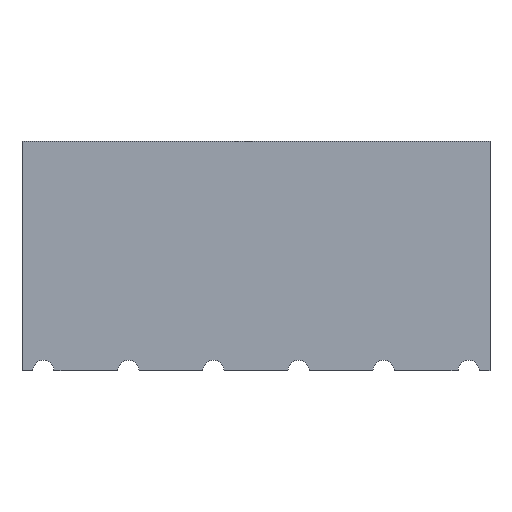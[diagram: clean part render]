
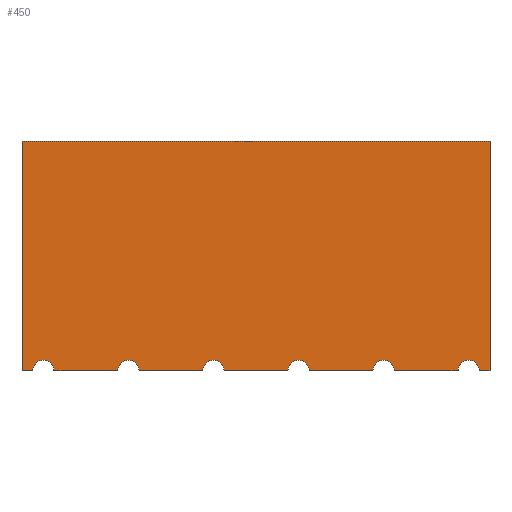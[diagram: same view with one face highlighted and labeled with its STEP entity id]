
A CAD part, front view. The second image highlights one B-rep face of the part: STEP entity #450.
In plain terms, the highlighted face is planar.
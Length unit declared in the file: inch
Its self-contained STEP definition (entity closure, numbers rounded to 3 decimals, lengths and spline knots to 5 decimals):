
#1 = DIRECTION ( 'NONE',  ( 1., 0., 0. ) ) ;
#4 = CIRCLE ( 'NONE', #424, 0.025 ) ;
#7 = ORIENTED_EDGE ( 'NONE', *, *, #341, .T. ) ;
#10 = EDGE_CURVE ( 'NONE', #186, #259, #55, .T. ) ;
#14 = DIRECTION ( 'NONE',  ( 1., 0., 0. ) ) ;
#18 = CIRCLE ( 'NONE', #400, 0.025 ) ;
#30 = ORIENTED_EDGE ( 'NONE', *, *, #576, .T. ) ;
#34 = VERTEX_POINT ( 'NONE', #463 ) ;
#48 = CIRCLE ( 'NONE', #150, 0.025 ) ;
#49 = CARTESIAN_POINT ( 'NONE',  ( 0.55, 0., 0.06 ) ) ;
#52 = CARTESIAN_POINT ( 'NONE',  ( 0.55, 0., 0.06 ) ) ;
#53 = DIRECTION ( 'NONE',  ( 0., 0., 1. ) ) ;
#54 = ORIENTED_EDGE ( 'NONE', *, *, #440, .T. ) ;
#55 = LINE ( 'NONE', #566, #194 ) ;
#56 = EDGE_CURVE ( 'NONE', #704, #427, #434, .T. ) ;
#67 = CARTESIAN_POINT ( 'NONE',  ( -0.075, 0., 0.06 ) ) ;
#70 = LINE ( 'NONE', #516, #649 ) ;
#73 = EDGE_CURVE ( 'NONE', #551, #589, #629, .T. ) ;
#75 = DIRECTION ( 'NONE',  ( 1., 0., 0. ) ) ;
#78 = DIRECTION ( 'NONE',  ( 0., 1., 0. ) ) ;
#89 = VERTEX_POINT ( 'NONE', #533 ) ;
#91 = LINE ( 'NONE', #653, #196 ) ;
#93 = EDGE_CURVE ( 'NONE', #34, #496, #680, .T. ) ;
#100 = DIRECTION ( 'NONE',  ( 0., -1., 0. ) ) ;
#105 = VERTEX_POINT ( 'NONE', #343 ) ;
#107 = VERTEX_POINT ( 'NONE', #67 ) ;
#108 = EDGE_CURVE ( 'NONE', #654, #589, #70, .T. ) ;
#115 = CARTESIAN_POINT ( 'NONE',  ( 0.325, 0., 0.06 ) ) ;
#135 = AXIS2_PLACEMENT_3D ( 'NONE', #689, #398, #642 ) ;
#141 = CARTESIAN_POINT ( 'NONE',  ( 0.075, 0., 0.06 ) ) ;
#142 = CARTESIAN_POINT ( 'NONE',  ( 0.525, 0., 0.06 ) ) ;
#148 = ORIENTED_EDGE ( 'NONE', *, *, #360, .F. ) ;
#150 = AXIS2_PLACEMENT_3D ( 'NONE', #321, #212, #157 ) ;
#157 = DIRECTION ( 'NONE',  ( 0., -1., 0. ) ) ;
#165 = LINE ( 'NONE', #49, #502 ) ;
#173 = CIRCLE ( 'NONE', #279, 0.025 ) ;
#183 = DIRECTION ( 'NONE',  ( 0., -1., 0. ) ) ;
#186 = VERTEX_POINT ( 'NONE', #397 ) ;
#194 = VECTOR ( 'NONE', #384, 39.37008 ) ;
#196 = VECTOR ( 'NONE', #644, 39.37008 ) ;
#199 = ORIENTED_EDGE ( 'NONE', *, *, #465, .T. ) ;
#205 = CARTESIAN_POINT ( 'NONE',  ( -0.325, 0., 0.06 ) ) ;
#212 = DIRECTION ( 'NONE',  ( 0., 0., 1. ) ) ;
#219 = ORIENTED_EDGE ( 'NONE', *, *, #73, .F. ) ;
#220 = AXIS2_PLACEMENT_3D ( 'NONE', #639, #409, #183 ) ;
#226 = CARTESIAN_POINT ( 'NONE',  ( 0.55, 0., 0.06 ) ) ;
#227 = CARTESIAN_POINT ( 'NONE',  ( 0.55, 0., 0.06 ) ) ;
#229 = CARTESIAN_POINT ( 'NONE',  ( 0., 0., 0.06 ) ) ;
#239 = CARTESIAN_POINT ( 'NONE',  ( 0.55, 0., 0.06 ) ) ;
#250 = EDGE_LOOP ( 'NONE', ( #410, #219, #615, #199, #660, #7, #54, #517, #544, #332, #433, #300, #30, #323, #353, #148 ) ) ;
#259 = VERTEX_POINT ( 'NONE', #640 ) ;
#261 = EDGE_CURVE ( 'NONE', #551, #700, #525, .T. ) ;
#275 = EDGE_CURVE ( 'NONE', #89, #335, #4, .T. ) ;
#276 = VERTEX_POINT ( 'NONE', #676 ) ;
#279 = AXIS2_PLACEMENT_3D ( 'NONE', #382, #53, #614 ) ;
#300 = ORIENTED_EDGE ( 'NONE', *, *, #481, .F. ) ;
#307 = DIRECTION ( 'NONE',  ( 0., -1., 0. ) ) ;
#309 = FACE_OUTER_BOUND ( 'NONE', #250, .T. ) ;
#314 = LINE ( 'NONE', #411, #510 ) ;
#321 = CARTESIAN_POINT ( 'NONE',  ( 0.3, 0., 0.06 ) ) ;
#323 = ORIENTED_EDGE ( 'NONE', *, *, #633, .F. ) ;
#329 = VECTOR ( 'NONE', #339, 39.37008 ) ;
#332 = ORIENTED_EDGE ( 'NONE', *, *, #275, .F. ) ;
#335 = VERTEX_POINT ( 'NONE', #205 ) ;
#339 = DIRECTION ( 'NONE',  ( 0., 1., 0. ) ) ;
#341 = EDGE_CURVE ( 'NONE', #259, #276, #609, .T. ) ;
#343 = CARTESIAN_POINT ( 'NONE',  ( -0.125, 0., 0.06 ) ) ;
#353 = ORIENTED_EDGE ( 'NONE', *, *, #93, .T. ) ;
#360 = EDGE_CURVE ( 'NONE', #654, #496, #48, .T. ) ;
#362 = DIRECTION ( 'NONE',  ( 1., 0., 0. ) ) ;
#368 = VERTEX_POINT ( 'NONE', #141 ) ;
#377 = EDGE_CURVE ( 'NONE', #704, #335, #505, .T. ) ;
#382 = CARTESIAN_POINT ( 'NONE',  ( 0.1, 0., 0.06 ) ) ;
#384 = DIRECTION ( 'NONE',  ( -1., 0., 0. ) ) ;
#391 = CARTESIAN_POINT ( 'NONE',  ( 0.475, 0., 0.06 ) ) ;
#397 = CARTESIAN_POINT ( 'NONE',  ( 0.55, 0.54, 0.06 ) ) ;
#398 = DIRECTION ( 'NONE',  ( 0., 0., 1. ) ) ;
#400 = AXIS2_PLACEMENT_3D ( 'NONE', #461, #428, #307 ) ;
#403 = DIRECTION ( 'NONE',  ( 0., -1., 0. ) ) ;
#407 = CARTESIAN_POINT ( 'NONE',  ( -0.3, 0., 0.06 ) ) ;
#409 = DIRECTION ( 'NONE',  ( 0., 0., 1. ) ) ;
#410 = ORIENTED_EDGE ( 'NONE', *, *, #108, .T. ) ;
#411 = CARTESIAN_POINT ( 'NONE',  ( 0.55, 0., 0.06 ) ) ;
#419 = EDGE_CURVE ( 'NONE', #89, #105, #314, .T. ) ;
#420 = CARTESIAN_POINT ( 'NONE',  ( -0.525, 0., 0.06 ) ) ;
#424 = AXIS2_PLACEMENT_3D ( 'NONE', #407, #518, #403 ) ;
#427 = VERTEX_POINT ( 'NONE', #420 ) ;
#428 = DIRECTION ( 'NONE',  ( 0., 0., 1. ) ) ;
#433 = ORIENTED_EDGE ( 'NONE', *, *, #419, .T. ) ;
#434 = CIRCLE ( 'NONE', #220, 0.025 ) ;
#440 = EDGE_CURVE ( 'NONE', #276, #427, #91, .T. ) ;
#450 = ADVANCED_FACE ( 'NONE', ( #309 ), #531, .F. ) ;
#459 = VECTOR ( 'NONE', #75, 39.37008 ) ;
#460 = VECTOR ( 'NONE', #1, 39.37008 ) ;
#461 = CARTESIAN_POINT ( 'NONE',  ( -0.1, 0., 0.06 ) ) ;
#463 = CARTESIAN_POINT ( 'NONE',  ( 0.125, 0., 0.06 ) ) ;
#465 = EDGE_CURVE ( 'NONE', #700, #186, #701, .T. ) ;
#467 = DIRECTION ( 'NONE',  ( 1., 0., 0. ) ) ;
#473 = DIRECTION ( 'NONE',  ( 0., 0., -1. ) ) ;
#481 = EDGE_CURVE ( 'NONE', #107, #105, #18, .T. ) ;
#496 = VERTEX_POINT ( 'NONE', #652 ) ;
#502 = VECTOR ( 'NONE', #669, 39.37008 ) ;
#505 = LINE ( 'NONE', #52, #460 ) ;
#510 = VECTOR ( 'NONE', #362, 39.37008 ) ;
#516 = CARTESIAN_POINT ( 'NONE',  ( 0.55, 0., 0.06 ) ) ;
#517 = ORIENTED_EDGE ( 'NONE', *, *, #56, .F. ) ;
#518 = DIRECTION ( 'NONE',  ( 0., 0., 1. ) ) ;
#525 = LINE ( 'NONE', #226, #459 ) ;
#531 = PLANE ( 'NONE',  #650 ) ;
#533 = CARTESIAN_POINT ( 'NONE',  ( -0.275, 0., 0.06 ) ) ;
#544 = ORIENTED_EDGE ( 'NONE', *, *, #377, .T. ) ;
#551 = VERTEX_POINT ( 'NONE', #142 ) ;
#566 = CARTESIAN_POINT ( 'NONE',  ( -0.55, 0.54, 0.06 ) ) ;
#568 = VECTOR ( 'NONE', #100, 39.37008 ) ;
#571 = CARTESIAN_POINT ( 'NONE',  ( -0.475, 0., 0.06 ) ) ;
#576 = EDGE_CURVE ( 'NONE', #107, #368, #165, .T. ) ;
#589 = VERTEX_POINT ( 'NONE', #391 ) ;
#609 = LINE ( 'NONE', #668, #568 ) ;
#614 = DIRECTION ( 'NONE',  ( 0., -1., 0. ) ) ;
#615 = ORIENTED_EDGE ( 'NONE', *, *, #261, .T. ) ;
#629 = CIRCLE ( 'NONE', #135, 0.025 ) ;
#633 = EDGE_CURVE ( 'NONE', #34, #368, #173, .T. ) ;
#639 = CARTESIAN_POINT ( 'NONE',  ( -0.5, 0., 0.06 ) ) ;
#640 = CARTESIAN_POINT ( 'NONE',  ( -0.55, 0.54, 0.06 ) ) ;
#642 = DIRECTION ( 'NONE',  ( 0., -1., 0. ) ) ;
#644 = DIRECTION ( 'NONE',  ( 1., 0., 0. ) ) ;
#649 = VECTOR ( 'NONE', #14, 39.37008 ) ;
#650 = AXIS2_PLACEMENT_3D ( 'NONE', #229, #473, #78 ) ;
#652 = CARTESIAN_POINT ( 'NONE',  ( 0.275, 0., 0.06 ) ) ;
#653 = CARTESIAN_POINT ( 'NONE',  ( 0.55, 0., 0.06 ) ) ;
#654 = VERTEX_POINT ( 'NONE', #115 ) ;
#658 = CARTESIAN_POINT ( 'NONE',  ( 0.55, 0.54, 0.06 ) ) ;
#660 = ORIENTED_EDGE ( 'NONE', *, *, #10, .T. ) ;
#662 = VECTOR ( 'NONE', #467, 39.37008 ) ;
#668 = CARTESIAN_POINT ( 'NONE',  ( -0.55, 0., 0.06 ) ) ;
#669 = DIRECTION ( 'NONE',  ( 1., 0., 0. ) ) ;
#676 = CARTESIAN_POINT ( 'NONE',  ( -0.55, 0., 0.06 ) ) ;
#680 = LINE ( 'NONE', #239, #662 ) ;
#689 = CARTESIAN_POINT ( 'NONE',  ( 0.5, 0., 0.06 ) ) ;
#700 = VERTEX_POINT ( 'NONE', #227 ) ;
#701 = LINE ( 'NONE', #658, #329 ) ;
#704 = VERTEX_POINT ( 'NONE', #571 ) ;
